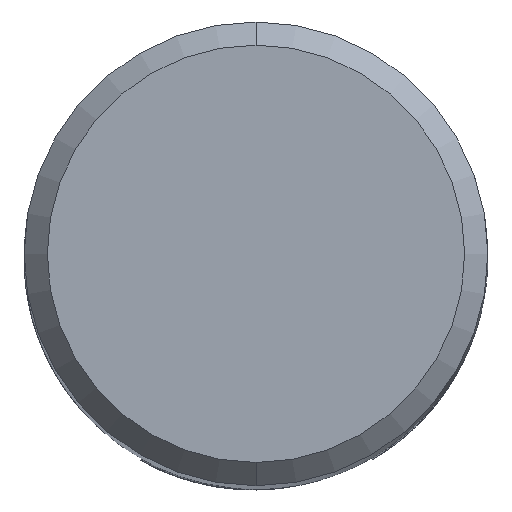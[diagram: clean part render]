
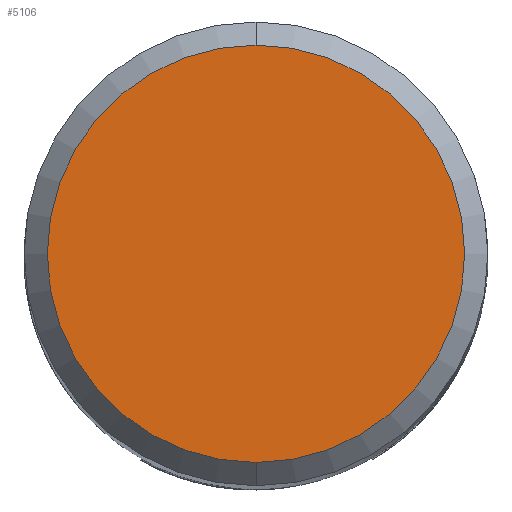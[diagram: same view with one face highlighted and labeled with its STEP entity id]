
A CAD part, top view. The second image highlights one B-rep face of the part: STEP entity #5106.
In plain terms, the highlighted planar face has unit normal (0, 0, 1).
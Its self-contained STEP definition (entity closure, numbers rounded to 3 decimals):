
#3904=VERTEX_POINT('',#10942);
#4616=EDGE_CURVE('',#3904,#5430,#11714,.T.);
#5106=ADVANCED_FACE('',(#12247),#12248,.T.);
#5430=VERTEX_POINT('',#12598);
#9764=EDGE_CURVE('',#5430,#3904,#17300,.T.);
#10942=CARTESIAN_POINT('',(0.0,7.2,0.0));
#11714=CIRCLE('',#22465,7.2);
#12247=FACE_OUTER_BOUND('',#24925,.T.);
#12248=PLANE('',#24926);
#12598=CARTESIAN_POINT('',(0.,-7.2,0.0));
#17300=CIRCLE('',#42258,7.2);
#22465=AXIS2_PLACEMENT_3D('',#45994,#45995,#45996);
#24925=EDGE_LOOP('',(#46463,#46464));
#24926=AXIS2_PLACEMENT_3D('',#46465,#46466,#46467);
#42258=AXIS2_PLACEMENT_3D('',#50898,#50899,#50900);
#45994=CARTESIAN_POINT('',(0.0,0.0,0.0));
#45995=DIRECTION('',(0.0,0.0,-1.0));
#45996=DIRECTION('',(0.0,1.0,0.0));
#46463=ORIENTED_EDGE('',*,*,#4616,.F.);
#46464=ORIENTED_EDGE('',*,*,#9764,.F.);
#46465=CARTESIAN_POINT('',(0.0,3.6,0.0));
#46466=DIRECTION('',(-0.0,0.0,1.0));
#46467=DIRECTION('',(0.0,-1.0,0.0));
#50898=CARTESIAN_POINT('',(0.0,0.0,0.0));
#50899=DIRECTION('',(0.0,0.0,-1.0));
#50900=DIRECTION('',(0.0,1.0,0.0));
